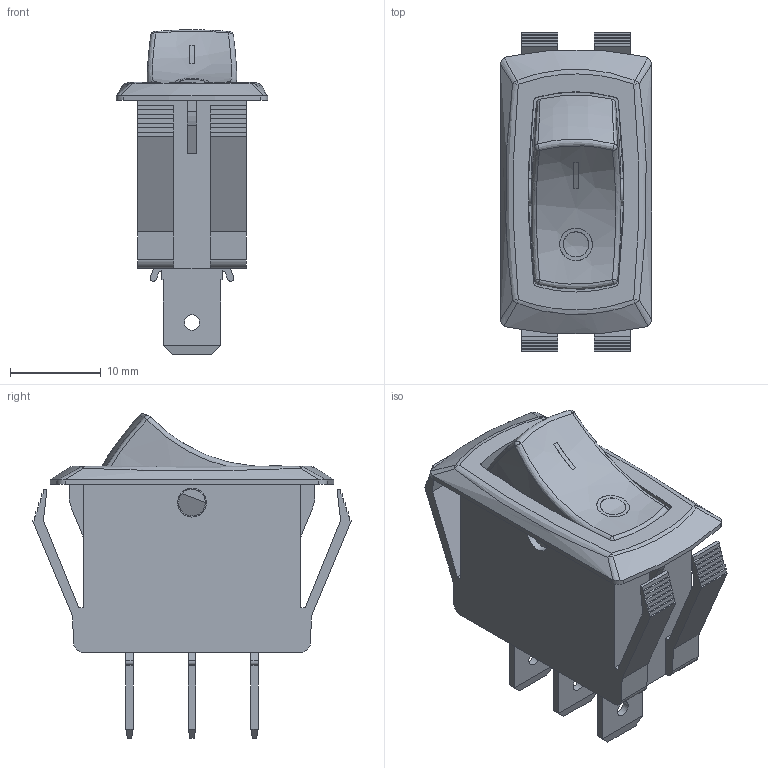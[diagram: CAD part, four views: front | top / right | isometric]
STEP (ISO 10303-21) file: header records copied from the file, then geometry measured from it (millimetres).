
FILE_DESCRIPTION(/* description */ (''),/* implementation_level */ '2;1');
FILE_NAME(/* name */ 'RSC241Dx0x1-1xx.stp',/* time_stamp */ '2025-06-03T16:00:51-05:00',/* author */ ('mroman'),/* organization */ (''),/* preprocessor_version */ 'ST-DEVELOPER v18.1',/* originating_system */ 'Autodesk Inventor 2022',/* authorisation */ '');
FILE_SCHEMA (('AUTOMOTIVE_DESIGN { 1 0 10303 214 3 1 1 }'));
Length unit declared in the file: centimetre
Products named in the file (1): RSC241Dx0x1-1xx
Bounding box: 16.7 x 35.2 x 35.8 mm (x, y, z)
Volume: 4345.7 mm3; surface area: 5632.6 mm2
Topology: 4 solids, 4 shells, 280 faces, 775 edges, 504 vertices
Faces by surface type: plane 188, cylinder 59, bspline 23, sphere 8, torus 2
Full cylindrical faces by diameter (mm): 1.7 x3, 2.95 x2, 3.2 x2
Entity records: 11145 total; most frequent: CARTESIAN_POINT 4082, ORIENTED_EDGE 1542, DIRECTION 1337, EDGE_CURVE 771, LINE 537, VECTOR 537, VERTEX_POINT 504, AXIS2_PLACEMENT_3D 400
